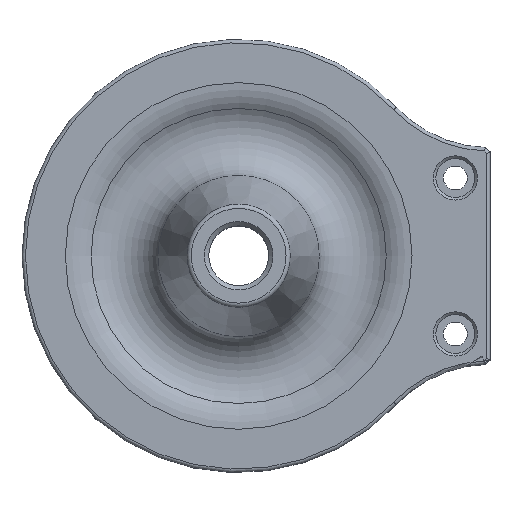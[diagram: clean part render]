
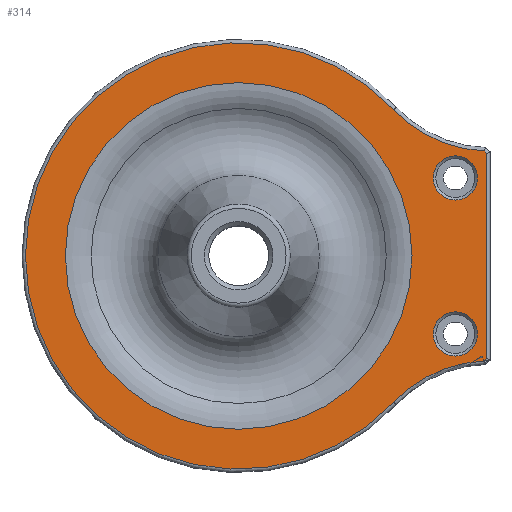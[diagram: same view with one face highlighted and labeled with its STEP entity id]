
A CAD part, top view. The second image highlights one B-rep face of the part: STEP entity #314.
In plain terms, the highlighted planar face has unit normal (0, 0, 1).
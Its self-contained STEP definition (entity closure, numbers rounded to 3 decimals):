
#94 = VERTEX_POINT('',#95);
#95 = CARTESIAN_POINT('',(57.2,23.673,8.));
#102 = EDGE_CURVE('',#94,#103,#105,.T.);
#103 = VERTEX_POINT('',#104);
#104 = CARTESIAN_POINT('',(57.2,-23.673,8.));
#105 = LINE('',#106,#107);
#106 = CARTESIAN_POINT('',(57.2,24.,8.));
#107 = VECTOR('',#108,1.);
#108 = DIRECTION('',(0.,-1.,0.));
#259 = VERTEX_POINT('',#260);
#260 = CARTESIAN_POINT('',(56.652,24.23,8.));
#285 = EDGE_CURVE('',#259,#94,#286,.T.);
#286 = LINE('',#287,#288);
#287 = CARTESIAN_POINT('',(56.43,24.456,8.));
#288 = VECTOR('',#289,1.);
#289 = DIRECTION('',(0.701,-0.713,0.)
  );
#314 = ADVANCED_FACE('',(#315,#352,#363,#374),#385,.T.);
#315 = FACE_BOUND('',#316,.T.);
#316 = EDGE_LOOP('',(#317,#318,#319,#328,#337,#346));
#317 = ORIENTED_EDGE('',*,*,#102,.F.);
#318 = ORIENTED_EDGE('',*,*,#285,.F.);
#319 = ORIENTED_EDGE('',*,*,#320,.F.);
#320 = EDGE_CURVE('',#321,#259,#323,.T.);
#321 = VERTEX_POINT('',#322);
#322 = CARTESIAN_POINT('',(35.768,33.783,8.));
#323 = CIRCLE('',#324,30.58);
#324 = AXIS2_PLACEMENT_3D('',#325,#326,#327);
#325 = CARTESIAN_POINT('',(58.,54.78,8.));
#326 = DIRECTION('',(0.,0.,1.));
#327 = DIRECTION('',(-0.727,-0.687,0.
    ));
#328 = ORIENTED_EDGE('',*,*,#329,.F.);
#329 = EDGE_CURVE('',#330,#321,#332,.T.);
#330 = VERTEX_POINT('',#331);
#331 = CARTESIAN_POINT('',(35.768,-33.783,8.));
#332 = CIRCLE('',#333,49.2);
#333 = AXIS2_PLACEMENT_3D('',#334,#335,#336);
#334 = CARTESIAN_POINT('',(0.,0.,8.));
#335 = DIRECTION('',(0.,0.,-1.));
#336 = DIRECTION('',(0.727,-0.687,0.)
  );
#337 = ORIENTED_EDGE('',*,*,#338,.F.);
#338 = EDGE_CURVE('',#339,#330,#341,.T.);
#339 = VERTEX_POINT('',#340);
#340 = CARTESIAN_POINT('',(56.652,-24.23,8.));
#341 = CIRCLE('',#342,30.58);
#342 = AXIS2_PLACEMENT_3D('',#343,#344,#345);
#343 = CARTESIAN_POINT('',(58.,-54.78,8.));
#344 = DIRECTION('',(0.,0.,1.));
#345 = DIRECTION('',(-0.034,0.999,
    0.));
#346 = ORIENTED_EDGE('',*,*,#347,.T.);
#347 = EDGE_CURVE('',#339,#103,#348,.T.);
#348 = LINE('',#349,#350);
#349 = CARTESIAN_POINT('',(56.43,-24.456,8.));
#350 = VECTOR('',#351,1.);
#351 = DIRECTION('',(0.701,0.713,0.));
#352 = FACE_BOUND('',#353,.T.);
#353 = EDGE_LOOP('',(#354));
#354 = ORIENTED_EDGE('',*,*,#355,.F.);
#355 = EDGE_CURVE('',#356,#356,#358,.T.);
#356 = VERTEX_POINT('',#357);
#357 = CARTESIAN_POINT('',(55.1,18.,8.));
#358 = CIRCLE('',#359,5.1);
#359 = AXIS2_PLACEMENT_3D('',#360,#361,#362);
#360 = CARTESIAN_POINT('',(50.,18.,8.));
#361 = DIRECTION('',(0.,0.,1.));
#362 = DIRECTION('',(1.,0.,0.));
#363 = FACE_BOUND('',#364,.T.);
#364 = EDGE_LOOP('',(#365));
#365 = ORIENTED_EDGE('',*,*,#366,.T.);
#366 = EDGE_CURVE('',#367,#367,#369,.T.);
#367 = VERTEX_POINT('',#368);
#368 = CARTESIAN_POINT('',(40.,0.,8.));
#369 = CIRCLE('',#370,40.);
#370 = AXIS2_PLACEMENT_3D('',#371,#372,#373);
#371 = CARTESIAN_POINT('',(0.,0.,8.));
#372 = DIRECTION('',(0.,0.,-1.));
#373 = DIRECTION('',(1.,0.,0.));
#374 = FACE_BOUND('',#375,.T.);
#375 = EDGE_LOOP('',(#376));
#376 = ORIENTED_EDGE('',*,*,#377,.F.);
#377 = EDGE_CURVE('',#378,#378,#380,.T.);
#378 = VERTEX_POINT('',#379);
#379 = CARTESIAN_POINT('',(55.1,-18.,8.));
#380 = CIRCLE('',#381,5.1);
#381 = AXIS2_PLACEMENT_3D('',#382,#383,#384);
#382 = CARTESIAN_POINT('',(50.,-18.,8.));
#383 = DIRECTION('',(0.,0.,1.));
#384 = DIRECTION('',(1.,0.,0.));
#385 = PLANE('',#386);
#386 = AXIS2_PLACEMENT_3D('',#387,#388,#389);
#387 = CARTESIAN_POINT('',(8.794,0.,8.));
#388 = DIRECTION('',(0.,0.,1.));
#389 = DIRECTION('',(0.,-1.,0.));
